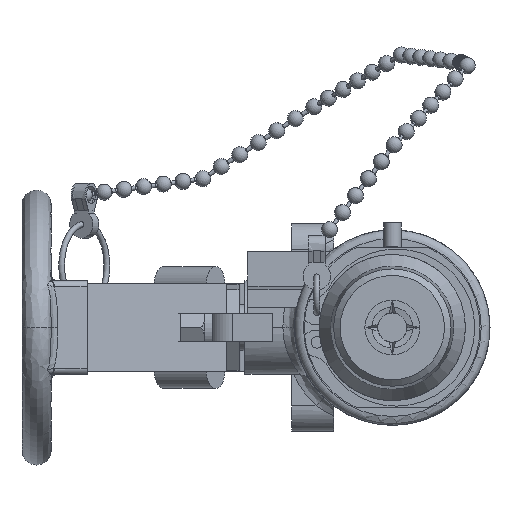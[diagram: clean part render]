
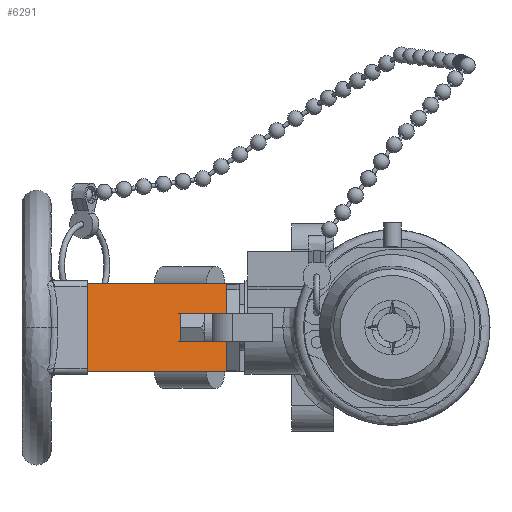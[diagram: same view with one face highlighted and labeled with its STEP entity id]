
A CAD part, left-side view. The second image highlights one B-rep face of the part: STEP entity #6291.
In plain terms, the highlighted planar face has unit normal (-0.838, -0.545, 0).
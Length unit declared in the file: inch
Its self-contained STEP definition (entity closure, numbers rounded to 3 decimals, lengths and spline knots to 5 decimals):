
#97=CARTESIAN_POINT('',(0.6465,1.42,-0.375));
#98=VERTEX_POINT('',#97);
#105=CARTESIAN_POINT('',(-0.1255,2.60769,-0.375));
#106=VERTEX_POINT('',#105);
#107=CARTESIAN_POINT('',(-0.1255,2.60769,-0.375));
#108=DIRECTION('',(0.545,-0.838,0.));
#109=VECTOR('',#108,1.41654);
#110=LINE('',#107,#109);
#111=EDGE_CURVE('',#106,#98,#110,.T.);
#327=CARTESIAN_POINT('',(-0.1255,2.60769,0.375));
#328=VERTEX_POINT('',#327);
#335=CARTESIAN_POINT('',(0.6465,1.42,0.375));
#336=VERTEX_POINT('',#335);
#337=CARTESIAN_POINT('',(0.6465,1.42,0.375));
#338=DIRECTION('',(-0.545,0.838,0.));
#339=VECTOR('',#338,1.41654);
#340=LINE('',#337,#339);
#341=EDGE_CURVE('',#336,#328,#340,.T.);
#3551=CARTESIAN_POINT('',(-0.1255,2.60769,0.375));
#3552=DIRECTION('',(0.0,0.0,-1.0));
#3553=VECTOR('',#3552,0.75);
#3554=LINE('',#3551,#3553);
#3555=EDGE_CURVE('',#328,#106,#3554,.T.);
#6227=CARTESIAN_POINT('',(-0.4065,3.04,0.375));
#6228=DIRECTION('',(-0.838,-0.545,0.));
#6229=DIRECTION('',(-0.545,0.838,0.));
#6230=AXIS2_PLACEMENT_3D('',#6227,#6228,#6229);
#6231=PLANE('',#6230);
#6232=ORIENTED_EDGE('',*,*,#3555,.T.);
#6233=ORIENTED_EDGE('',*,*,#111,.T.);
#6234=CARTESIAN_POINT('',(0.6465,1.42,-0.12));
#6235=VERTEX_POINT('',#6234);
#6236=CARTESIAN_POINT('',(0.6465,1.42,-0.12));
#6237=DIRECTION('',(0.0,0.0,-1.0));
#6238=VECTOR('',#6237,0.255);
#6239=LINE('',#6236,#6238);
#6240=EDGE_CURVE('',#6235,#98,#6239,.T.);
#6241=ORIENTED_EDGE('',*,*,#6240,.F.);
#6242=CARTESIAN_POINT('',(0.62845,1.44776,-0.12));
#6243=VERTEX_POINT('',#6242);
#6244=CARTESIAN_POINT('',(0.6465,1.42,-0.12));
#6245=DIRECTION('',(-0.545,0.838,0.));
#6246=VECTOR('',#6245,0.03311);
#6247=LINE('',#6244,#6246);
#6248=EDGE_CURVE('',#6235,#6243,#6247,.T.);
#6249=ORIENTED_EDGE('',*,*,#6248,.T.);
#6250=CARTESIAN_POINT('',(0.39301,1.80998,-0.12));
#6251=VERTEX_POINT('',#6250);
#6252=CARTESIAN_POINT('',(0.62845,1.44776,-0.12));
#6253=DIRECTION('',(-0.545,0.838,0.));
#6254=VECTOR('',#6253,0.43201);
#6255=LINE('',#6252,#6254);
#6256=EDGE_CURVE('',#6243,#6251,#6255,.T.);
#6257=ORIENTED_EDGE('',*,*,#6256,.T.);
#6258=CARTESIAN_POINT('',(0.39301,1.80998,0.12));
#6259=VERTEX_POINT('',#6258);
#6260=CARTESIAN_POINT('',(0.39301,1.80998,-0.12));
#6261=DIRECTION('',(0.0,0.0,1.0));
#6262=VECTOR('',#6261,0.24);
#6263=LINE('',#6260,#6262);
#6264=EDGE_CURVE('',#6251,#6259,#6263,.T.);
#6265=ORIENTED_EDGE('',*,*,#6264,.T.);
#6266=CARTESIAN_POINT('',(0.62845,1.44776,0.12));
#6267=VERTEX_POINT('',#6266);
#6268=CARTESIAN_POINT('',(0.39301,1.80998,0.12));
#6269=DIRECTION('',(0.545,-0.838,0.));
#6270=VECTOR('',#6269,0.43201);
#6271=LINE('',#6268,#6270);
#6272=EDGE_CURVE('',#6259,#6267,#6271,.T.);
#6273=ORIENTED_EDGE('',*,*,#6272,.T.);
#6274=CARTESIAN_POINT('',(0.6465,1.42,0.12));
#6275=VERTEX_POINT('',#6274);
#6276=CARTESIAN_POINT('',(0.62845,1.44776,0.12));
#6277=DIRECTION('',(0.545,-0.838,0.));
#6278=VECTOR('',#6277,0.03311);
#6279=LINE('',#6276,#6278);
#6280=EDGE_CURVE('',#6267,#6275,#6279,.T.);
#6281=ORIENTED_EDGE('',*,*,#6280,.T.);
#6282=CARTESIAN_POINT('',(0.6465,1.42,0.375));
#6283=DIRECTION('',(0.0,0.0,-1.0));
#6284=VECTOR('',#6283,0.255);
#6285=LINE('',#6282,#6284);
#6286=EDGE_CURVE('',#336,#6275,#6285,.T.);
#6287=ORIENTED_EDGE('',*,*,#6286,.F.);
#6288=ORIENTED_EDGE('',*,*,#341,.T.);
#6289=EDGE_LOOP('',(#6232,#6233,#6241,#6249,#6257,#6265,#6273,#6281,#6287,#6288));
#6290=FACE_OUTER_BOUND('',#6289,.T.);
#6291=ADVANCED_FACE('',(#6290),#6231,.T.);
